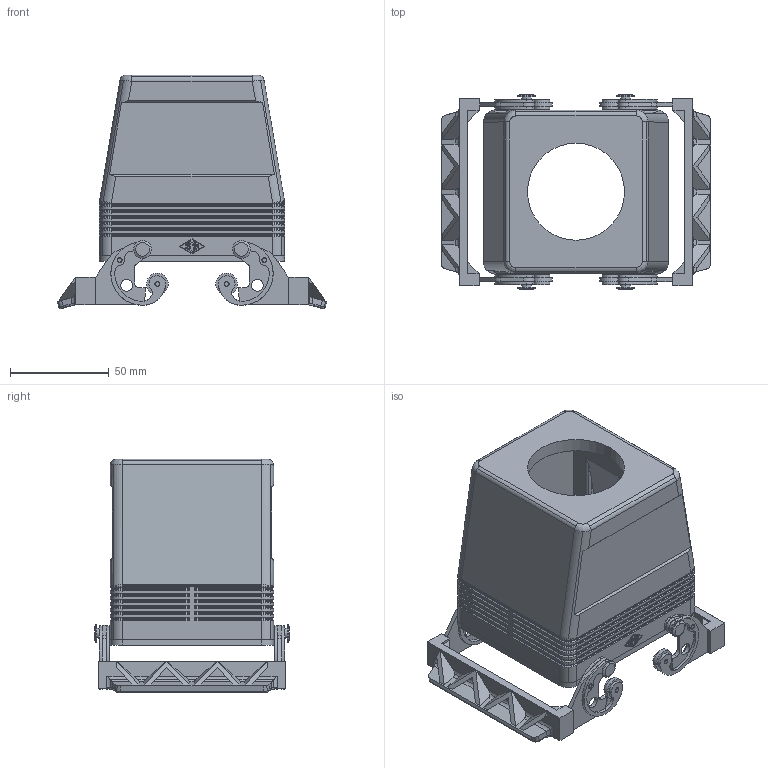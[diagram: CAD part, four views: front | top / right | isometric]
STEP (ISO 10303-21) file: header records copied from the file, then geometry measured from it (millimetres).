
FILE_DESCRIPTION((''),'2;1');
FILE_NAME('MFV 32 G40.stp','2006-12-13T23:23:50',('gembarski'),(''),'Autodesk Inventor 7','Autodesk Inventor 7','');
FILE_SCHEMA(('AUTOMOTIVE_DESIGN { 1 0 10303 214 1 1 1 1 }'));
Length unit declared in the file: millimetre
Products named in the file (1): MFV 32 G40
Bounding box: 136.28 x 98.5 x 118.03 mm (x, y, z)
Volume: 172682.2 mm3; surface area: 93924.8 mm2
Topology: 1 solids, 5 shells, 1066 faces, 2821 edges, 1798 vertices
Faces by surface type: bspline 329, plane 323, cylinder 286, cone 108, torus 16, sphere 4
Entity records: 36176 total; most frequent: CARTESIAN_POINT 9905, ORIENTED_EDGE 5610, DIRECTION 5397, EDGE_CURVE 2805, AXIS2_PLACEMENT_3D 1858, VERTEX_POINT 1798, VECTOR 1681, LINE 1681
